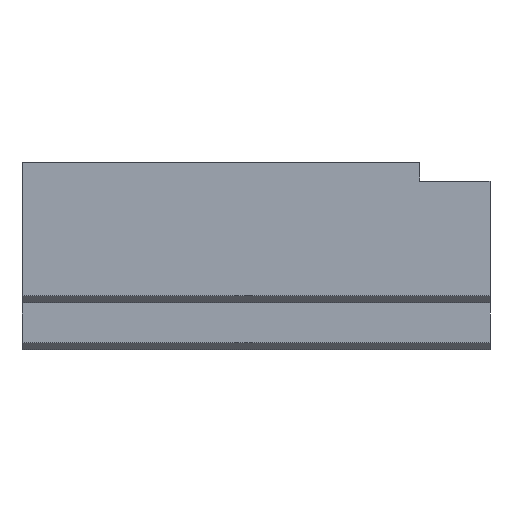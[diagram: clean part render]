
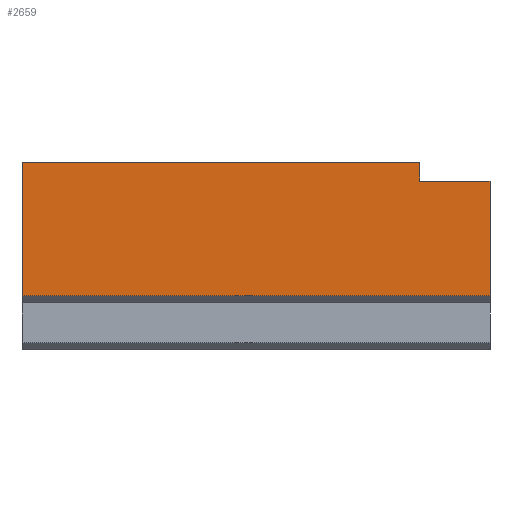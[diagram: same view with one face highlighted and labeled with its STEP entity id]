
A CAD part, front view. The second image highlights one B-rep face of the part: STEP entity #2659.
In plain terms, the highlighted planar face has unit normal (0, -1, 0).
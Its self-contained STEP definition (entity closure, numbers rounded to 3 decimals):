
#444=FACE_OUTER_BOUND('',#601,.T.);
#601=EDGE_LOOP('',(#2459,#2460,#2461,#2462,#2463,#2464));
#603=LINE('',#3085,#814);
#617=LINE('',#3117,#828);
#631=LINE('',#3145,#842);
#639=LINE('',#3161,#850);
#806=LINE('',#5327,#1017);
#812=LINE('',#5354,#1023);
#814=VECTOR('',#2743,10.);
#828=VECTOR('',#2767,10.);
#842=VECTOR('',#2791,10.);
#850=VECTOR('',#2807,10.);
#1017=VECTOR('',#3038,10.);
#1023=VECTOR('',#3074,10.);
#1024=VERTEX_POINT('',#3081);
#1026=VERTEX_POINT('',#3084);
#1039=VERTEX_POINT('',#3116);
#1048=VERTEX_POINT('',#3144);
#1052=VERTEX_POINT('',#3160);
#1279=VERTEX_POINT('',#5326);
#1287=EDGE_CURVE('',#1024,#1026,#603,.T.);
#1303=EDGE_CURVE('',#1039,#1026,#617,.T.);
#1317=EDGE_CURVE('',#1039,#1048,#631,.T.);
#1325=EDGE_CURVE('',#1048,#1052,#639,.T.);
#1666=EDGE_CURVE('',#1052,#1279,#806,.T.);
#1678=EDGE_CURVE('',#1024,#1279,#812,.T.);
#2459=ORIENTED_EDGE('',*,*,#1317,.F.);
#2460=ORIENTED_EDGE('',*,*,#1303,.T.);
#2461=ORIENTED_EDGE('',*,*,#1287,.F.);
#2462=ORIENTED_EDGE('',*,*,#1678,.T.);
#2463=ORIENTED_EDGE('',*,*,#1666,.F.);
#2464=ORIENTED_EDGE('',*,*,#1325,.F.);
#2516=PLANE('',#2737);
#2659=ADVANCED_FACE('',(#444),#2516,.T.);
#2737=AXIS2_PLACEMENT_3D('',#5356,#3077,#3078);
#2743=DIRECTION('',(1.,0.,0.));
#2767=DIRECTION('',(0.,0.,1.));
#2791=DIRECTION('',(-1.,0.,0.));
#2807=DIRECTION('',(0.,0.,1.));
#3038=DIRECTION('',(1.,0.,0.));
#3074=DIRECTION('',(0.,0.,1.));
#3077=DIRECTION('center_axis',(0.,-1.,0.));
#3078=DIRECTION('ref_axis',(1.,0.,0.));
#3081=CARTESIAN_POINT('',(17.,0.,7.2));
#3084=CARTESIAN_POINT('',(20.,0.,7.2));
#3085=CARTESIAN_POINT('',(0.,0.,7.2));
#3116=CARTESIAN_POINT('',(20.,0.,2.3));
#3117=CARTESIAN_POINT('',(20.,0.,0.));
#3144=CARTESIAN_POINT('',(0.,0.,2.3));
#3145=CARTESIAN_POINT('',(5.,0.,2.3));
#3160=CARTESIAN_POINT('',(0.,0.,8.));
#3161=CARTESIAN_POINT('',(0.,0.,0.));
#5326=CARTESIAN_POINT('',(17.,0.,8.));
#5327=CARTESIAN_POINT('',(17.,0.,8.));
#5354=CARTESIAN_POINT('',(17.,0.,6.4));
#5356=CARTESIAN_POINT('Origin',(0.,0.,0.));
